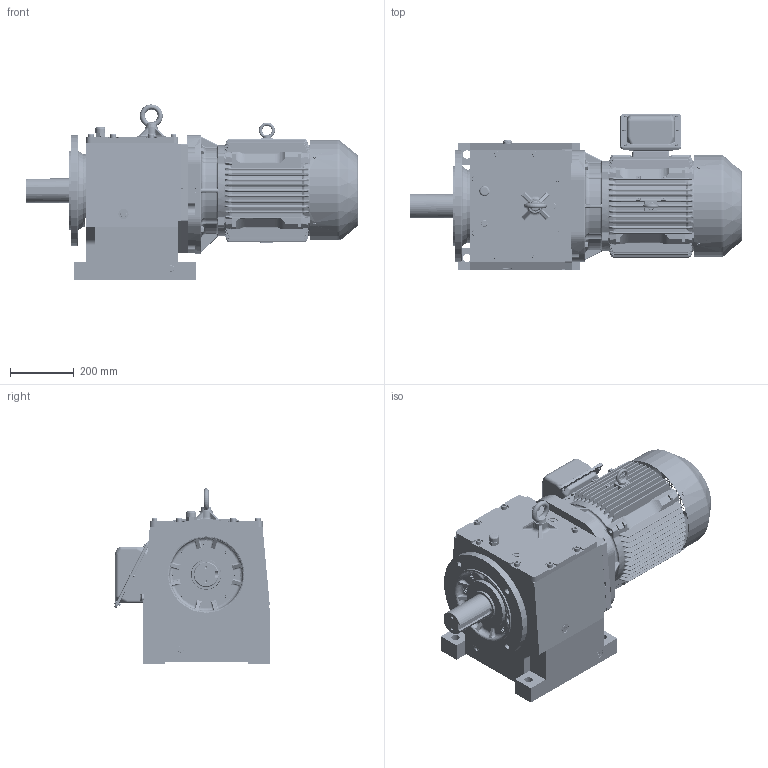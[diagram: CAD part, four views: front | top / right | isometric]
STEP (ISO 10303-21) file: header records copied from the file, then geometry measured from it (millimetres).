
FILE_DESCRIPTION(/* description */ ('Unknown'),/* implementation_level */ '2;1');
FILE_NAME(/* name */ 'EK2DO07256H001_HFM28_160L_CUSTOMER',/* time_stamp */ '2020-01-17T10:50:00+09:00',/* author */ ('Unknown'),/* organization */ ('Unknown'),/* preprocessor_version */ 'ST-DEVELOPER v16.7',/* originating_system */ 'DEX',/* authorisation */ $);
FILE_SCHEMA (('AUTOMOTIVE_DESIGN {1 0 10303 214 3 1 1}'));
Products named in the file (1): だお1
Bounding box: 1044.2 x 489.14 x 551 mm (x, y, z)
Volume: 88857137 mm3; surface area: 2751802 mm2
Topology: 2 solids, 84 shells, 6932 faces, 18195 edges, 11452 vertices
Faces by surface type: cylinder 2680, plane 2371, bspline 1221, torus 330, cone 299, sphere 31
Full cylindrical faces by diameter (mm): 2.6 x4, 3 x1, 6 x16, 7 x6, 8 x6, 8.376 x16, 9 x1, 9.4 x1, 10.106 x134, 11 x4, 12 x34, 13.033 x1, 13.835 x4, 14 x22, 15 x2, 16 x1, 16.4 x1, 17.294 x3, 18 x30, 19.5 x6, 20 x14, 20.376 x49, 25 x1, 26 x4, 27 x1, 28 x1, 31.4 x1, 32 x9, 33 x2, 33.4 x1
Entity records: 297641 total; most frequent: CARTESIAN_POINT 105992, ORIENTED_EDGE 34092, DIRECTION 32232, EDGE_CURVE 17046, AXIS2_PLACEMENT_3D 12112, VERTEX_POINT 10966, FACE_BOUND 8062, EDGE_LOOP 8018
